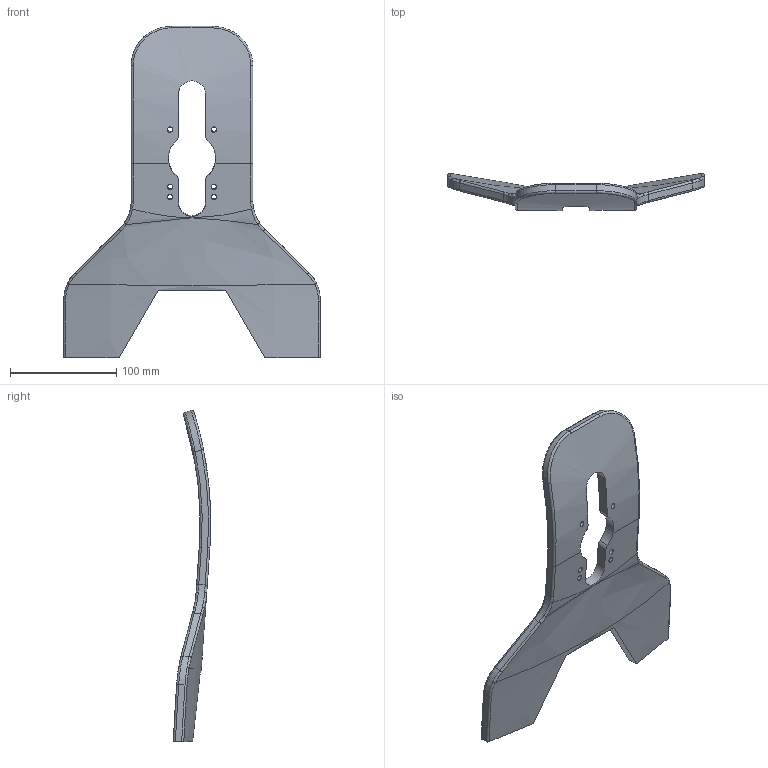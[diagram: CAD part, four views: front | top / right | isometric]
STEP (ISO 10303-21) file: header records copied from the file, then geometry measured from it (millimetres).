
FILE_DESCRIPTION(/* description */ (''),/* implementation_level */ '2;1');
FILE_NAME(/* name */ 'nose.stp',/* time_stamp */ '2026-02-20T22:07:29-08:00',/* author */ ('devan'),/* organization */ (''),/* preprocessor_version */ 'ST-DEVELOPER v20.1',/* originating_system */ 'Autodesk Inventor 2026',/* authorisation */ '');
FILE_SCHEMA (('AUTOMOTIVE_DESIGN { 1 0 10303 214 3 1 1 }'));
Length unit declared in the file: inch
Products named in the file (1): 36
Bounding box: 241.3 x 35.22 x 311.37 mm (x, y, z)
Volume: 376791.9 mm3; surface area: 89211.7 mm2
Topology: 1 solids, 1 shells, 90 faces, 244 edges, 150 vertices
Faces by surface type: bspline 30, cylinder 28, plane 18, torus 14
Full cylindrical faces by diameter (mm): 5 x6
Entity records: 4034 total; most frequent: CARTESIAN_POINT 1938, ORIENTED_EDGE 480, DIRECTION 350, EDGE_CURVE 240, VERTEX_POINT 150, AXIS2_PLACEMENT_3D 147, EDGE_LOOP 102, B_SPLINE_CURVE_WITH_KNOTS 98
